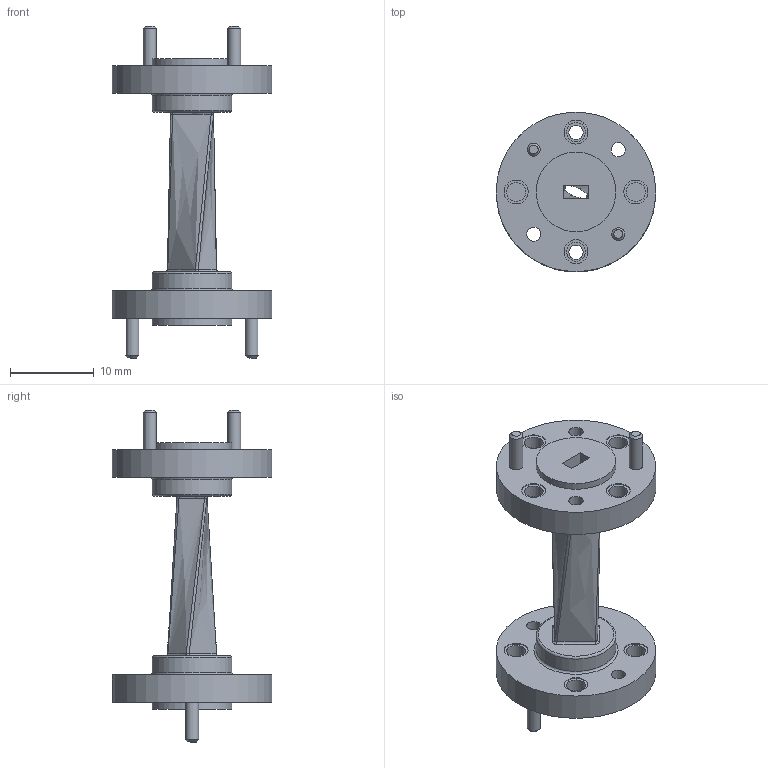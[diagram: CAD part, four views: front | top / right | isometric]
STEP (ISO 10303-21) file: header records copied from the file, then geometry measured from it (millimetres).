
FILE_DESCRIPTION (( 'STEP AP203' ), '1' );
FILE_NAME ('PE-W12TW1003_3D.step', '2022-01-18T17:26:05', ( '' ), ( '' ), 'SwSTEP 2.0', 'SolidWorks 2021', '' );
FILE_SCHEMA (( 'CONFIG_CONTROL_DESIGN' ));
Length unit declared in the file: inch
Products named in the file (1): PE-W12TW1003_3D
Bounding box: 19.05 x 19.05 x 39.62 mm (x, y, z)
Volume: 2372.1 mm3; surface area: 2503.2 mm2
Topology: 1 solids, 1 shells, 114 faces, 240 edges, 154 vertices
Faces by surface type: plane 40, cylinder 38, bspline 28, torus 4, cone 4
Full cylindrical faces by diameter (mm): 1.562 x4, 1.702 x4, 2.261 x8, 2.845 x16, 9.525 x4, 19.05 x2
Entity records: 3606 total; most frequent: CARTESIAN_POINT 1394, DIRECTION 402, ORIENTED_EDGE 368, EDGE_LOOP 212, AXIS2_PLACEMENT_3D 187, EDGE_CURVE 184, FACE_OUTER_BOUND 156, VERTEX_POINT 144
